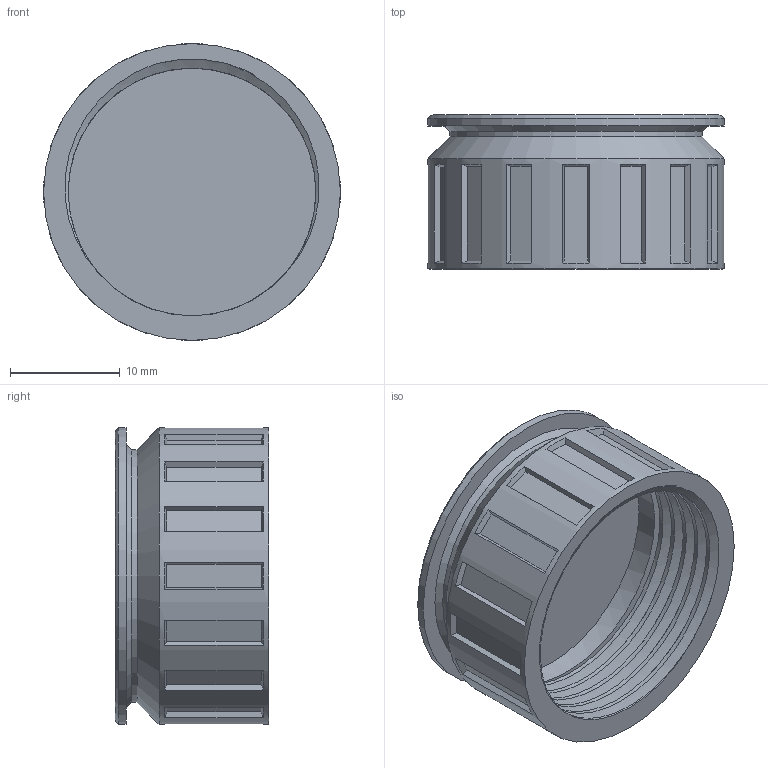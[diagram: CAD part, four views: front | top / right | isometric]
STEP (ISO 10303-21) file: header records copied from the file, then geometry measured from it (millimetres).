
FILE_DESCRIPTION(/* description */ (''),/* implementation_level */ '2;1');
FILE_NAME(/* name */ 'GAL_batterycap-retention_zb_edit.step',/* time_stamp */ '2023-12-14T09:26:20-06:00',/* author */ (''),/* organization */ (''),/* preprocessor_version */ 'ST-DEVELOPER v20',/* originating_system */ 'Autodesk Translation Framework v12.14.0.127',/* authorisation */ '');
FILE_SCHEMA (('AUTOMOTIVE_DESIGN { 1 0 10303 214 3 1 1 }'));
Length unit declared in the file: millimetre
Products named in the file (2): GAL_v2; battery_cap
Assembly tree (1 placements, depth 2):
  GAL_v2
    battery_cap
Bounding box: 27 x 14 x 27 mm (x, y, z)
Volume: 3346.7 mm3; surface area: 3723 mm2
Topology: 1 solids, 1 shells, 105 faces, 269 edges, 183 vertices
Faces by surface type: plane 85, cylinder 15, cone 3, bspline 2
Full cylindrical faces by diameter (mm): 22.526 x5, 23 x1, 24.208 x4, 27 x2
Entity records: 8574 total; most frequent: CARTESIAN_POINT 5948, ORIENTED_EDGE 538, DIRECTION 490, EDGE_CURVE 269, VERTEX_POINT 183, LINE 178, VECTOR 178, AXIS2_PLACEMENT_3D 156
